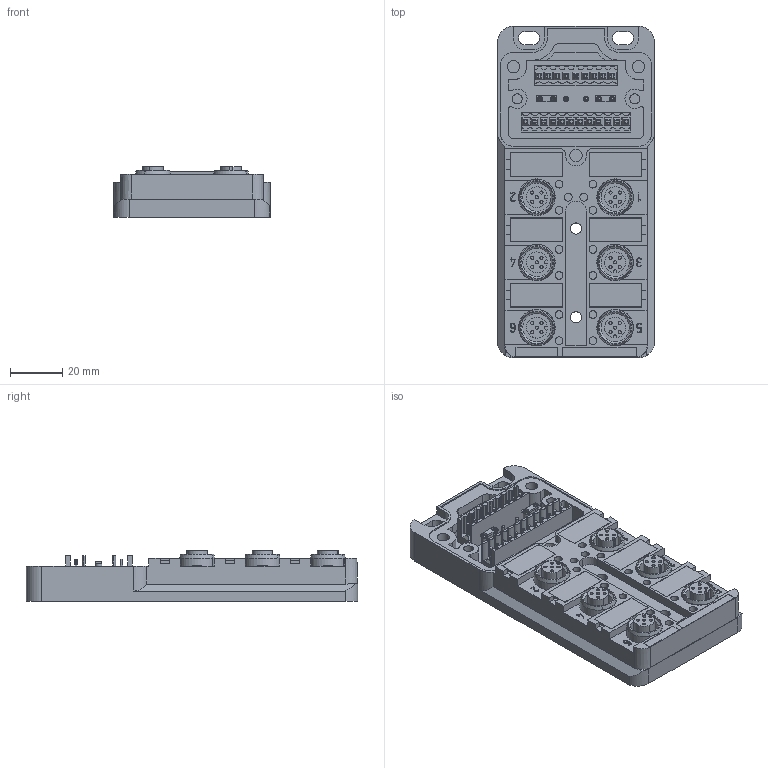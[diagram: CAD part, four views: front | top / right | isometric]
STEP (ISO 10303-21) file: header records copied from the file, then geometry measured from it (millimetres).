
FILE_DESCRIPTION(('CATIA V5 STEP Exchange','CAx-IF Rec.Pracs.--- Model Styling and Organization---1.4--- 2014-01-23'),'2;1');
FILE_NAME ('019106-2_0', '2022-05-30T07:44:49+00:00', ('none'), ('Weidmueller'), 'CATIA Version 5-6 Release 2016 SP3 HF44', 'CATIA V5 STEP AP214', 'none');
FILE_SCHEMA(('AUTOMOTIVE_DESIGN { 1 0 10303 214 1 1 1 1 }'));
Products named in the file (1): 1705931000
Bounding box: 60 x 127 x 19.5 mm (x, y, z)
Volume: 98034.6 mm3; surface area: 47829.1 mm2
Topology: 29 solids, 29 shells, 2064 faces, 5265 edges, 3398 vertices
Faces by surface type: plane 1093, cylinder 705, cone 230, torus 24, sphere 12
Entity records: 57912 total; most frequent: CARTESIAN_POINT 11345, ORIENTED_EDGE 10506, DIRECTION 7673, EDGE_CURVE 5253, VERTEX_POINT 3398, AXIS2_PLACEMENT_3D 3238, VECTOR 3023, LINE 3023
